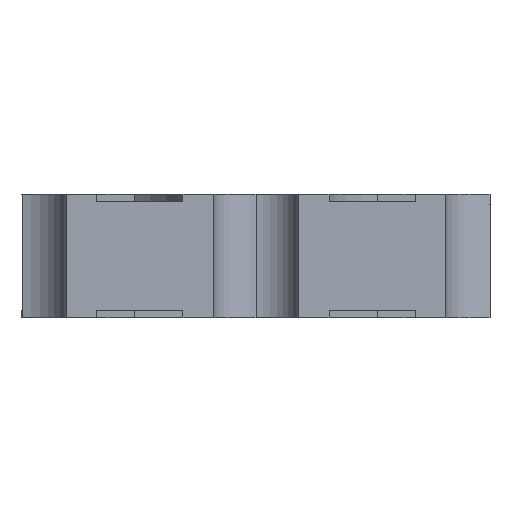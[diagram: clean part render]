
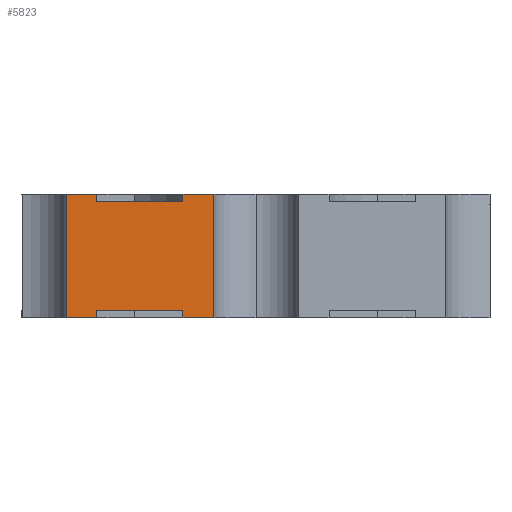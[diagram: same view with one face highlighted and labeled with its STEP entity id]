
A CAD part, left-side view. The second image highlights one B-rep face of the part: STEP entity #5823.
In plain terms, the highlighted planar face has unit normal (-1, 0, 0).
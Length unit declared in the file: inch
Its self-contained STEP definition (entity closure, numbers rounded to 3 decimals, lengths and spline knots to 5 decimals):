
#177 = VECTOR ( 'NONE', #2135, 39.37008 ) ;
#251 = ORIENTED_EDGE ( 'NONE', *, *, #8388, .F. ) ;
#444 = CARTESIAN_POINT ( 'NONE',  ( -0.1, 0.05072, 0.033 ) ) ;
#717 = CARTESIAN_POINT ( 'NONE',  ( -0.1, 0.0195, 0.031 ) ) ;
#874 = DIRECTION ( 'NONE',  ( 0., -1., 0. ) ) ;
#945 = CARTESIAN_POINT ( 'NONE',  ( -0.1, 0.0195, 0.033 ) ) ;
#1123 = PLANE ( 'NONE',  #4861 ) ;
#1126 = CARTESIAN_POINT ( 'NONE',  ( -0.1, 0.0425, 0.031 ) ) ;
#1273 = CARTESIAN_POINT ( 'NONE',  ( -0.1, 0., 0. ) ) ;
#1422 = VERTEX_POINT ( 'NONE', #444 ) ;
#1638 = LINE ( 'NONE', #2684, #8380 ) ;
#1851 = CARTESIAN_POINT ( 'NONE',  ( -0.1, 0.01122, -0.04384 ) ) ;
#2005 = EDGE_CURVE ( 'NONE', #9932, #8433, #8190, .T. ) ;
#2135 = DIRECTION ( 'NONE',  ( 0., 1., 0. ) ) ;
#2144 = CARTESIAN_POINT ( 'NONE',  ( -0.1, 0.05072, 0. ) ) ;
#2216 = ORIENTED_EDGE ( 'NONE', *, *, #11455, .T. ) ;
#2266 = ORIENTED_EDGE ( 'NONE', *, *, #11017, .F. ) ;
#2283 = LINE ( 'NONE', #11909, #6561 ) ;
#2303 = LINE ( 'NONE', #1273, #4780 ) ;
#2430 = CARTESIAN_POINT ( 'NONE',  ( -0.1, 0., 0.002 ) ) ;
#2684 = CARTESIAN_POINT ( 'NONE',  ( -0.1, 0.0195, -0.03881 ) ) ;
#2687 = DIRECTION ( 'NONE',  ( 0., 0., -1. ) ) ;
#3023 = CARTESIAN_POINT ( 'NONE',  ( -0.1, -0.065, 0.033 ) ) ;
#3470 = VERTEX_POINT ( 'NONE', #2144 ) ;
#3530 = DIRECTION ( 'NONE',  ( 0., -1., 0. ) ) ;
#3621 = ORIENTED_EDGE ( 'NONE', *, *, #10264, .F. ) ;
#3751 = VECTOR ( 'NONE', #2687, 39.37008 ) ;
#3787 = CARTESIAN_POINT ( 'NONE',  ( -0.1, 0.0425, -0.0699 ) ) ;
#3802 = LINE ( 'NONE', #9030, #9566 ) ;
#3847 = DIRECTION ( 'NONE',  ( 0., 0., 1. ) ) ;
#3957 = CARTESIAN_POINT ( 'NONE',  ( -0.1, 0.0195, 0. ) ) ;
#4104 = DIRECTION ( 'NONE',  ( 0., 1., 0. ) ) ;
#4287 = CARTESIAN_POINT ( 'NONE',  ( -0.1, 0., 0.002 ) ) ;
#4603 = ORIENTED_EDGE ( 'NONE', *, *, #8275, .T. ) ;
#4780 = VECTOR ( 'NONE', #4104, 39.37008 ) ;
#4861 = AXIS2_PLACEMENT_3D ( 'NONE', #4287, #6493, #8424 ) ;
#5248 = EDGE_LOOP ( 'NONE', ( #3621, #13220, #4603, #7045, #10628, #2266, #12173, #7430, #8277, #7632, #2216, #251 ) ) ;
#5327 = FACE_OUTER_BOUND ( 'NONE', #5248, .T. ) ;
#5746 = CARTESIAN_POINT ( 'NONE',  ( -0.1, 0.0195, -0.0699 ) ) ;
#5823 = ADVANCED_FACE ( 'NONE', ( #5327 ), #1123, .T. ) ;
#5870 = VERTEX_POINT ( 'NONE', #10473 ) ;
#5926 = LINE ( 'NONE', #1851, #3751 ) ;
#6128 = VECTOR ( 'NONE', #3530, 39.37008 ) ;
#6131 = VERTEX_POINT ( 'NONE', #8068 ) ;
#6231 = DIRECTION ( 'NONE',  ( 0., 0., 1. ) ) ;
#6493 = DIRECTION ( 'NONE',  ( -1., 0., 0. ) ) ;
#6520 = EDGE_CURVE ( 'NONE', #11296, #8433, #1638, .T. ) ;
#6561 = VECTOR ( 'NONE', #10814, 39.37008 ) ;
#6595 = CARTESIAN_POINT ( 'NONE',  ( -0.1, 0.01122, 0. ) ) ;
#6862 = VERTEX_POINT ( 'NONE', #6595 ) ;
#7045 = ORIENTED_EDGE ( 'NONE', *, *, #8962, .T. ) ;
#7191 = VERTEX_POINT ( 'NONE', #12771 ) ;
#7247 = EDGE_CURVE ( 'NONE', #11327, #6131, #8704, .T. ) ;
#7371 = LINE ( 'NONE', #11552, #177 ) ;
#7430 = ORIENTED_EDGE ( 'NONE', *, *, #2005, .T. ) ;
#7632 = ORIENTED_EDGE ( 'NONE', *, *, #7863, .F. ) ;
#7863 = EDGE_CURVE ( 'NONE', #11415, #11296, #3802, .T. ) ;
#8068 = CARTESIAN_POINT ( 'NONE',  ( -0.1, 0.0195, 0.002 ) ) ;
#8190 = LINE ( 'NONE', #3023, #13393 ) ;
#8275 = EDGE_CURVE ( 'NONE', #10285, #5870, #13275, .T. ) ;
#8277 = ORIENTED_EDGE ( 'NONE', *, *, #6520, .F. ) ;
#8376 = CARTESIAN_POINT ( 'NONE',  ( -0.1, 0.01122, 0.033 ) ) ;
#8380 = VECTOR ( 'NONE', #3847, 39.37008 ) ;
#8388 = EDGE_CURVE ( 'NONE', #1422, #7191, #8392, .T. ) ;
#8392 = LINE ( 'NONE', #10302, #13066 ) ;
#8424 = DIRECTION ( 'NONE',  ( 0., 0., 1. ) ) ;
#8433 = VERTEX_POINT ( 'NONE', #945 ) ;
#8453 = VECTOR ( 'NONE', #10103, 39.37008 ) ;
#8624 = CARTESIAN_POINT ( 'NONE',  ( -0.1, 0.0425, 0. ) ) ;
#8704 = LINE ( 'NONE', #5746, #10207 ) ;
#8962 = EDGE_CURVE ( 'NONE', #5870, #6131, #12820, .T. ) ;
#9030 = CARTESIAN_POINT ( 'NONE',  ( -0.1, 0., 0.031 ) ) ;
#9250 = EDGE_CURVE ( 'NONE', #10285, #3470, #7371, .T. ) ;
#9566 = VECTOR ( 'NONE', #13227, 39.37008 ) ;
#9932 = VERTEX_POINT ( 'NONE', #8376 ) ;
#10103 = DIRECTION ( 'NONE',  ( 0., 0., 1. ) ) ;
#10207 = VECTOR ( 'NONE', #10693, 39.37008 ) ;
#10264 = EDGE_CURVE ( 'NONE', #3470, #1422, #2283, .T. ) ;
#10285 = VERTEX_POINT ( 'NONE', #8624 ) ;
#10302 = CARTESIAN_POINT ( 'NONE',  ( -0.1, -0.065, 0.033 ) ) ;
#10473 = CARTESIAN_POINT ( 'NONE',  ( -0.1, 0.0425, 0.002 ) ) ;
#10628 = ORIENTED_EDGE ( 'NONE', *, *, #7247, .F. ) ;
#10693 = DIRECTION ( 'NONE',  ( 0., 0., 1. ) ) ;
#10814 = DIRECTION ( 'NONE',  ( 0., 0., 1. ) ) ;
#10979 = VECTOR ( 'NONE', #6231, 39.37008 ) ;
#11017 = EDGE_CURVE ( 'NONE', #6862, #11327, #2303, .T. ) ;
#11296 = VERTEX_POINT ( 'NONE', #717 ) ;
#11327 = VERTEX_POINT ( 'NONE', #3957 ) ;
#11415 = VERTEX_POINT ( 'NONE', #1126 ) ;
#11455 = EDGE_CURVE ( 'NONE', #11415, #7191, #12684, .T. ) ;
#11552 = CARTESIAN_POINT ( 'NONE',  ( -0.1, 0., 0. ) ) ;
#11909 = CARTESIAN_POINT ( 'NONE',  ( -0.1, 0.05072, -0.04384 ) ) ;
#12005 = EDGE_CURVE ( 'NONE', #9932, #6862, #5926, .T. ) ;
#12173 = ORIENTED_EDGE ( 'NONE', *, *, #12005, .F. ) ;
#12383 = DIRECTION ( 'NONE',  ( 0., 1., 0. ) ) ;
#12482 = CARTESIAN_POINT ( 'NONE',  ( -0.1, 0.0425, -0.03881 ) ) ;
#12684 = LINE ( 'NONE', #12482, #10979 ) ;
#12771 = CARTESIAN_POINT ( 'NONE',  ( -0.1, 0.0425, 0.033 ) ) ;
#12820 = LINE ( 'NONE', #2430, #6128 ) ;
#13066 = VECTOR ( 'NONE', #874, 39.37008 ) ;
#13220 = ORIENTED_EDGE ( 'NONE', *, *, #9250, .F. ) ;
#13227 = DIRECTION ( 'NONE',  ( 0., -1., 0. ) ) ;
#13275 = LINE ( 'NONE', #3787, #8453 ) ;
#13393 = VECTOR ( 'NONE', #12383, 39.37008 ) ;
